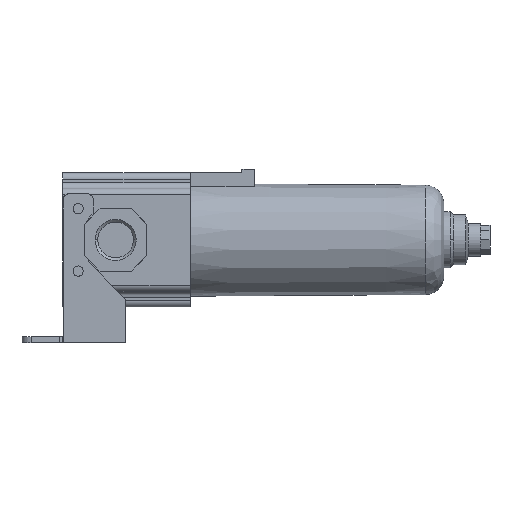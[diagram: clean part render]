
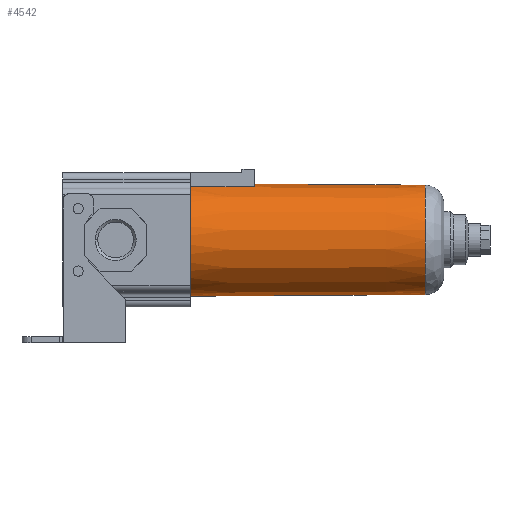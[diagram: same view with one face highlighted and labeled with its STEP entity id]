
A CAD part, left-side view. The second image highlights one B-rep face of the part: STEP entity #4542.
In plain terms, the highlighted conical face has half-angle 0.381 degrees and reference radius 18.04 mm.
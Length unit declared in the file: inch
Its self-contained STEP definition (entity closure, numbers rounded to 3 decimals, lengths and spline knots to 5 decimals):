
#61 = DIRECTION ( 'NONE',  ( 0., 0., 1. ) ) ;
#76 = DIRECTION ( 'NONE',  ( 0., 1., 0.007 ) ) ;
#171 = B_SPLINE_CURVE_WITH_KNOTS ( 'NONE', 3,
 ( #5882, #1728, #5860, #1705 ),
 .UNSPECIFIED., .F., .F.,
 ( 4, 4 ),
 ( 0., 1. ),
 .UNSPECIFIED. ) ;
#345 = VERTEX_POINT ( 'NONE', #5087 ) ;
#433 = CARTESIAN_POINT ( 'NONE',  ( 0., -3.90708, 0. ) ) ;
#447 = EDGE_CURVE ( 'NONE', #5101, #4304, #4707, .T. ) ;
#652 = CARTESIAN_POINT ( 'NONE',  ( 0., -3.90708, 0.69054 ) ) ;
#661 = CARTESIAN_POINT ( 'NONE',  ( 0., -1.75197, 0. ) ) ;
#858 = EDGE_CURVE ( 'NONE', #5362, #5101, #1955, .T. ) ;
#999 = CARTESIAN_POINT ( 'NONE',  ( 0., -3.90708, -0.69054 ) ) ;
#1172 = CIRCLE ( 'NONE', #3278, 0.70488 ) ;
#1182 = DIRECTION ( 'NONE',  ( 0., 0., 1. ) ) ;
#1342 = DIRECTION ( 'NONE',  ( 0., 0., 1. ) ) ;
#1678 = CARTESIAN_POINT ( 'NONE',  ( 0., -0.94488, -0.71025 ) ) ;
#1705 = CARTESIAN_POINT ( 'NONE',  ( -0.2377, -0.94488, 0.66929 ) ) ;
#1726 = ORIENTED_EDGE ( 'NONE', *, *, #2718, .F. ) ;
#1728 = CARTESIAN_POINT ( 'NONE',  ( -0.22665, -1.4921, 0.66929 ) ) ;
#1851 = FACE_OUTER_BOUND ( 'NONE', #4446, .T. ) ;
#1955 = CIRCLE ( 'NONE', #2858, 0.69054 ) ;
#2011 = VERTEX_POINT ( 'NONE', #5568 ) ;
#2052 = VERTEX_POINT ( 'NONE', #4459 ) ;
#2129 = ORIENTED_EDGE ( 'NONE', *, *, #4755, .T. ) ;
#2203 = EDGE_CURVE ( 'NONE', #2011, #2052, #171, .T. ) ;
#2540 = DIRECTION ( 'NONE',  ( 0., 1., 0. ) ) ;
#2660 = CARTESIAN_POINT ( 'NONE',  ( 0., -0.94488, 0. ) ) ;
#2718 = EDGE_CURVE ( 'NONE', #5362, #345, #3269, .T. ) ;
#2858 = AXIS2_PLACEMENT_3D ( 'NONE', #433, #4128, #1342 ) ;
#3269 = LINE ( 'NONE', #1678, #5149 ) ;
#3278 = AXIS2_PLACEMENT_3D ( 'NONE', #661, #4335, #61 ) ;
#3483 = VECTOR ( 'NONE', #76, 39.37008 ) ;
#3601 = DIRECTION ( 'NONE',  ( 0., 0., 1. ) ) ;
#3670 = ORIENTED_EDGE ( 'NONE', *, *, #2203, .T. ) ;
#4019 = DIRECTION ( 'NONE',  ( 0., 1., -0.007 ) ) ;
#4128 = DIRECTION ( 'NONE',  ( 0., 1., 0. ) ) ;
#4230 = AXIS2_PLACEMENT_3D ( 'NONE', #2660, #5883, #3601 ) ;
#4276 = CARTESIAN_POINT ( 'NONE',  ( 0., -1.75197, 0.70488 ) ) ;
#4304 = VERTEX_POINT ( 'NONE', #4276 ) ;
#4330 = ORIENTED_EDGE ( 'NONE', *, *, #4959, .T. ) ;
#4335 = DIRECTION ( 'NONE',  ( 0., -1., 0. ) ) ;
#4446 = EDGE_LOOP ( 'NONE', ( #1726, #4881, #5658, #2129, #3670, #4330 ) ) ;
#4459 = CARTESIAN_POINT ( 'NONE',  ( -0.2377, -0.94488, 0.66929 ) ) ;
#4542 = ADVANCED_FACE ( 'NONE', ( #1851 ), #5340, .T. ) ;
#4637 = CIRCLE ( 'NONE', #4230, 0.71025 ) ;
#4695 = AXIS2_PLACEMENT_3D ( 'NONE', #5322, #2540, #1182 ) ;
#4707 = LINE ( 'NONE', #5123, #3483 ) ;
#4755 = EDGE_CURVE ( 'NONE', #4304, #2011, #1172, .T. ) ;
#4881 = ORIENTED_EDGE ( 'NONE', *, *, #858, .T. ) ;
#4959 = EDGE_CURVE ( 'NONE', #2052, #345, #4637, .T. ) ;
#5087 = CARTESIAN_POINT ( 'NONE',  ( 0., -0.94488, -0.71025 ) ) ;
#5101 = VERTEX_POINT ( 'NONE', #652 ) ;
#5123 = CARTESIAN_POINT ( 'NONE',  ( 0., -0.94488, 0.71025 ) ) ;
#5149 = VECTOR ( 'NONE', #4019, 39.37008 ) ;
#5322 = CARTESIAN_POINT ( 'NONE',  ( 0., -0.94488, 0. ) ) ;
#5340 = CONICAL_SURFACE ( 'NONE', #4695, 0.71025, 0.007 ) ;
#5362 = VERTEX_POINT ( 'NONE', #999 ) ;
#5568 = CARTESIAN_POINT ( 'NONE',  ( -0.22114, -1.75197, 0.66929 ) ) ;
#5658 = ORIENTED_EDGE ( 'NONE', *, *, #447, .T. ) ;
#5860 = CARTESIAN_POINT ( 'NONE',  ( -0.23217, -1.22307, 0.66929 ) ) ;
#5882 = CARTESIAN_POINT ( 'NONE',  ( -0.22114, -1.75197, 0.66929 ) ) ;
#5883 = DIRECTION ( 'NONE',  ( 0., -1., 0. ) ) ;
